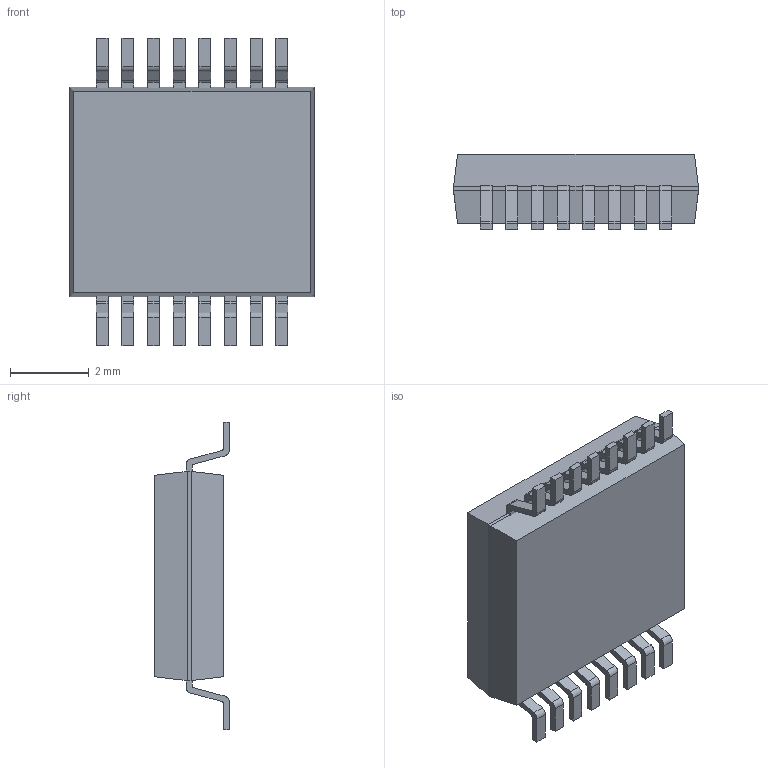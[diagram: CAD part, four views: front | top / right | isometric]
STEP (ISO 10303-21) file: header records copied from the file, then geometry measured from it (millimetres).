
FILE_DESCRIPTION (( 'STEP AP214' ), '1' );
FILE_NAME ('User Library-SSOP-16.STEP', '2018-07-25T04:56:27', ( '' ), ( '' ), 'SwSTEP 2.0', 'SolidWorks 2018', '' );
FILE_SCHEMA (( 'AUTOMOTIVE_DESIGN' ));
Length unit declared in the file: millimetre
Products named in the file (4): User Library-SSOP-16__X2_041C04350442043A0430_X0_; User Library-SSOP-16; User Library-SSOP-16__X2_041A043E0440043F04430441_X0_; User Library-SSOP-16__X2_041D043E0436043A0430_X0_
Assembly tree (10 placements, depth 2):
  User Library-SSOP-16
    User Library-SSOP-16__X2_041A043E0440043F04430441_X0_
    User Library-SSOP-16__X2_041C04350442043A0430_X0_
    User Library-SSOP-16__X2_041D043E0436043A0430_X0_  x8
Bounding box: 6.2 x 1.9 x 7.8 mm (x, y, z)
Volume: 57.1 mm3; surface area: 133.8 mm2
Topology: 18 solids, 18 shells, 245 faces, 616 edges, 408 vertices
Faces by surface type: plane 177, cylinder 68
Entity records: 2124 total; most frequent: DIRECTION 260, CARTESIAN_POINT 246, ORIENTED_EDGE 224, EDGE_CURVE 112, VECTOR 88, LINE 88, AXIS2_PLACEMENT_3D 86, VERTEX_POINT 72
